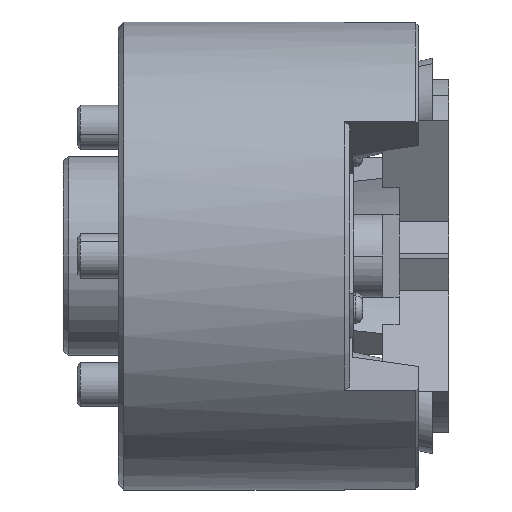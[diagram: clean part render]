
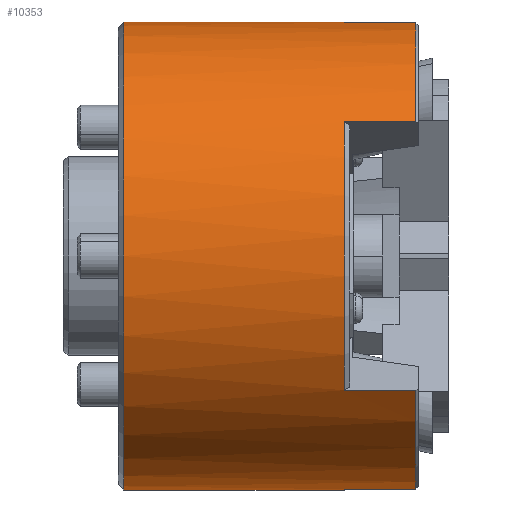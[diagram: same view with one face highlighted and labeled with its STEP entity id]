
A CAD part, front view. The second image highlights one B-rep face of the part: STEP entity #10353.
In plain terms, the highlighted cylindrical face has radius 42.5 mm (diameter 85 mm), a partial arc.
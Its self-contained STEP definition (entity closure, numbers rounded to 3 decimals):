
#63 = DIRECTION ( 'NONE',  ( 0., 0., -1. ) ) ;
#191 = EDGE_CURVE ( 'NONE', #2722, #9393, #9328, .T. ) ;
#486 = LINE ( 'NONE', #2776, #8914 ) ;
#519 = VERTEX_POINT ( 'NONE', #3128 ) ;
#557 = DIRECTION ( 'NONE',  ( 0., 0., 1. ) ) ;
#752 = CARTESIAN_POINT ( 'NONE',  ( 42., -3.704, -42.338 ) ) ;
#882 = ORIENTED_EDGE ( 'NONE', *, *, #2905, .T. ) ;
#946 = EDGE_LOOP ( 'NONE', ( #4479, #6899, #4846, #4800, #8394, #1789, #8298, #7050, #8152, #8334, #882, #4137 ) ) ;
#1095 = LINE ( 'NONE', #752, #1352 ) ;
#1352 = VECTOR ( 'NONE', #4020, 1000. ) ;
#1606 = CIRCLE ( 'NONE', #9148, 42.5 ) ;
#1684 = AXIS2_PLACEMENT_3D ( 'NONE', #2117, #6010, #2833 ) ;
#1770 = VECTOR ( 'NONE', #3365, 1000. ) ;
#1789 = ORIENTED_EDGE ( 'NONE', *, *, #191, .T. ) ;
#1939 = EDGE_CURVE ( 'NONE', #7371, #10457, #486, .T. ) ;
#1984 = CIRCLE ( 'NONE', #9149, 42.5 ) ;
#2071 = DIRECTION ( 'NONE',  ( 1., 0., 0. ) ) ;
#2113 = VERTEX_POINT ( 'NONE', #9366 ) ;
#2117 = CARTESIAN_POINT ( 'NONE',  ( 41., 0., 0. ) ) ;
#2141 = CARTESIAN_POINT ( 'NONE',  ( 0., 0., -42.5 ) ) ;
#2183 = VECTOR ( 'NONE', #5253, 1000. ) ;
#2624 = EDGE_CURVE ( 'NONE', #2722, #2113, #10026, .T. ) ;
#2722 = VERTEX_POINT ( 'NONE', #8477 ) ;
#2757 = DIRECTION ( 'NONE',  ( -1., 0., 0. ) ) ;
#2776 = CARTESIAN_POINT ( 'NONE',  ( 42., -3.704, 42.338 ) ) ;
#2833 = DIRECTION ( 'NONE',  ( 0., 0., -1. ) ) ;
#2905 = EDGE_CURVE ( 'NONE', #4341, #4028, #3926, .T. ) ;
#2992 = FACE_OUTER_BOUND ( 'NONE', #946, .T. ) ;
#3128 = CARTESIAN_POINT ( 'NONE',  ( 54., -3.704, -42.338 ) ) ;
#3311 = AXIS2_PLACEMENT_3D ( 'NONE', #8216, #3340, #9018 ) ;
#3315 = CARTESIAN_POINT ( 'NONE',  ( 54., -34.814, 24.377 ) ) ;
#3340 = DIRECTION ( 'NONE',  ( -1., 0., 0. ) ) ;
#3365 = DIRECTION ( 'NONE',  ( -1., 0., 0. ) ) ;
#3763 = EDGE_CURVE ( 'NONE', #519, #2113, #5962, .T. ) ;
#3764 = VECTOR ( 'NONE', #8680, 1000. ) ;
#3926 = LINE ( 'NONE', #9055, #1770 ) ;
#4020 = DIRECTION ( 'NONE',  ( 1., 0., 0. ) ) ;
#4028 = VERTEX_POINT ( 'NONE', #8402 ) ;
#4137 = ORIENTED_EDGE ( 'NONE', *, *, #6051, .F. ) ;
#4265 = EDGE_CURVE ( 'NONE', #9748, #8456, #5953, .T. ) ;
#4341 = VERTEX_POINT ( 'NONE', #10389 ) ;
#4479 = ORIENTED_EDGE ( 'NONE', *, *, #4265, .F. ) ;
#4553 = EDGE_CURVE ( 'NONE', #9748, #9386, #1984, .T. ) ;
#4800 = ORIENTED_EDGE ( 'NONE', *, *, #3763, .T. ) ;
#4845 = DIRECTION ( 'NONE',  ( -1., 0., 0. ) ) ;
#4846 = ORIENTED_EDGE ( 'NONE', *, *, #5775, .T. ) ;
#4963 = DIRECTION ( 'NONE',  ( -1., 0., 0. ) ) ;
#5119 = DIRECTION ( 'NONE',  ( 1., 0., 0. ) ) ;
#5203 = CARTESIAN_POINT ( 'NONE',  ( 0., 0., 0. ) ) ;
#5253 = DIRECTION ( 'NONE',  ( 1., 0., 0. ) ) ;
#5455 = DIRECTION ( 'NONE',  ( -1., 0., 0. ) ) ;
#5775 = EDGE_CURVE ( 'NONE', #9386, #519, #1095, .T. ) ;
#5953 = LINE ( 'NONE', #2141, #3764 ) ;
#5962 = CIRCLE ( 'NONE', #8672, 42.5 ) ;
#6006 = LINE ( 'NONE', #10108, #2183 ) ;
#6010 = DIRECTION ( 'NONE',  ( -1., 0., 0. ) ) ;
#6051 = EDGE_CURVE ( 'NONE', #8456, #4028, #7704, .T. ) ;
#6267 = CARTESIAN_POINT ( 'NONE',  ( 41., -3.704, -42.338 ) ) ;
#6282 = CIRCLE ( 'NONE', #3311, 42.5 ) ;
#6899 = ORIENTED_EDGE ( 'NONE', *, *, #4553, .T. ) ;
#6962 = CARTESIAN_POINT ( 'NONE',  ( 54., -3.704, 42.338 ) ) ;
#7050 = ORIENTED_EDGE ( 'NONE', *, *, #7258, .T. ) ;
#7258 = EDGE_CURVE ( 'NONE', #8155, #10457, #1606, .T. ) ;
#7371 = VERTEX_POINT ( 'NONE', #9626 ) ;
#7628 = DIRECTION ( 'NONE',  ( 0., 0., 1. ) ) ;
#7646 = CARTESIAN_POINT ( 'NONE',  ( 1., 0., 0. ) ) ;
#7704 = CIRCLE ( 'NONE', #9615, 42.5 ) ;
#7759 = CARTESIAN_POINT ( 'NONE',  ( 1., 0., -42.5 ) ) ;
#7879 = VECTOR ( 'NONE', #5119, 1000. ) ;
#7893 = CARTESIAN_POINT ( 'NONE',  ( 41., -34.814, 24.377 ) ) ;
#8152 = ORIENTED_EDGE ( 'NONE', *, *, #1939, .F. ) ;
#8155 = VERTEX_POINT ( 'NONE', #3315 ) ;
#8216 = CARTESIAN_POINT ( 'NONE',  ( 41., 0., 0. ) ) ;
#8298 = ORIENTED_EDGE ( 'NONE', *, *, #9810, .T. ) ;
#8334 = ORIENTED_EDGE ( 'NONE', *, *, #8772, .T. ) ;
#8394 = ORIENTED_EDGE ( 'NONE', *, *, #2624, .F. ) ;
#8402 = CARTESIAN_POINT ( 'NONE',  ( 1., 0., 42.5 ) ) ;
#8451 = DIRECTION ( 'NONE',  ( 0., 0., 1. ) ) ;
#8456 = VERTEX_POINT ( 'NONE', #7759 ) ;
#8477 = CARTESIAN_POINT ( 'NONE',  ( 41., -34.814, -24.377 ) ) ;
#8672 = AXIS2_PLACEMENT_3D ( 'NONE', #9684, #4845, #10507 ) ;
#8680 = DIRECTION ( 'NONE',  ( -1., 0., 0. ) ) ;
#8718 = CYLINDRICAL_SURFACE ( 'NONE', #10262, 42.5 ) ;
#8772 = EDGE_CURVE ( 'NONE', #7371, #4341, #6282, .T. ) ;
#8914 = VECTOR ( 'NONE', #2071, 1000. ) ;
#9018 = DIRECTION ( 'NONE',  ( 0., 0., -1. ) ) ;
#9055 = CARTESIAN_POINT ( 'NONE',  ( 0., 0., 42.5 ) ) ;
#9148 = AXIS2_PLACEMENT_3D ( 'NONE', #10310, #5455, #557 ) ;
#9149 = AXIS2_PLACEMENT_3D ( 'NONE', #9804, #4963, #63 ) ;
#9328 = CIRCLE ( 'NONE', #1684, 42.5 ) ;
#9366 = CARTESIAN_POINT ( 'NONE',  ( 54., -34.814, -24.377 ) ) ;
#9386 = VERTEX_POINT ( 'NONE', #6267 ) ;
#9393 = VERTEX_POINT ( 'NONE', #7893 ) ;
#9615 = AXIS2_PLACEMENT_3D ( 'NONE', #7646, #2757, #8451 ) ;
#9626 = CARTESIAN_POINT ( 'NONE',  ( 41., -3.704, 42.338 ) ) ;
#9684 = CARTESIAN_POINT ( 'NONE',  ( 54., 0., 0. ) ) ;
#9748 = VERTEX_POINT ( 'NONE', #10006 ) ;
#9804 = CARTESIAN_POINT ( 'NONE',  ( 41., 0., 0. ) ) ;
#9810 = EDGE_CURVE ( 'NONE', #9393, #8155, #6006, .T. ) ;
#9970 = CARTESIAN_POINT ( 'NONE',  ( 42., -34.814, -24.377 ) ) ;
#10006 = CARTESIAN_POINT ( 'NONE',  ( 41., 0., -42.5 ) ) ;
#10026 = LINE ( 'NONE', #9970, #7879 ) ;
#10065 = DIRECTION ( 'NONE',  ( -1., 0., 0. ) ) ;
#10108 = CARTESIAN_POINT ( 'NONE',  ( 42., -34.814, 24.377 ) ) ;
#10262 = AXIS2_PLACEMENT_3D ( 'NONE', #5203, #10065, #7628 ) ;
#10310 = CARTESIAN_POINT ( 'NONE',  ( 54., 0., 0. ) ) ;
#10353 = ADVANCED_FACE ( 'NONE', ( #2992 ), #8718, .T. ) ;
#10389 = CARTESIAN_POINT ( 'NONE',  ( 41., 0., 42.5 ) ) ;
#10457 = VERTEX_POINT ( 'NONE', #6962 ) ;
#10507 = DIRECTION ( 'NONE',  ( 0., 0., 1. ) ) ;
